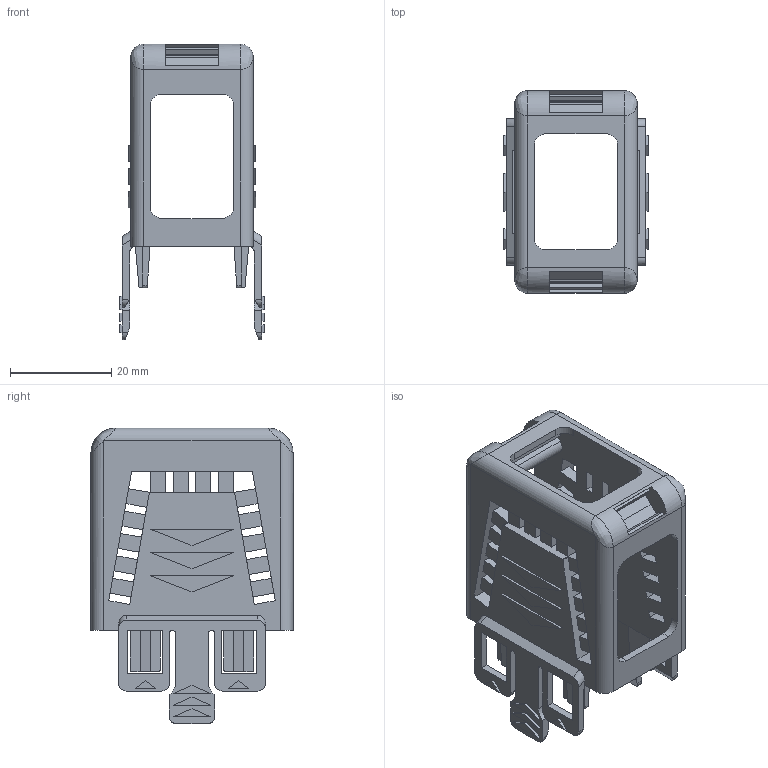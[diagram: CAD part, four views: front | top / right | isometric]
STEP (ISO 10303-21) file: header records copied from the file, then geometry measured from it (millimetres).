
FILE_DESCRIPTION(('CATIA V5R20 STEP214','CAx-IF Rec.Pracs.--- Model Styling and Organization---1.5--- 2016-08-15','CAx-IF Rec.Pracs.---Supplemental Geometry---1.0---2011-11-01','CAx-IF Rec.Pracs.--- Composite Materials ---1.1---2010-07-15'),'2;1');
FILE_NAME ('D1452821_1', '2025-02-20T11:00:55+00:00', ('Weidmueller Interface'), ('Weidmueller'), 'CATIA Version 5-6 Release 2022 SP4 HF5', 'CATIA V5 STEP AP214 v3', 'none');
FILE_SCHEMA(('AUTOMOTIVE_DESIGN { 1 0 10303 214 1 1 1 1 }'));
Length unit declared in the file: millimetre
Products named in the file (1): RSV_1_6_ZE_18
Bounding box: 28.6 x 40 x 58.5 mm (x, y, z)
Volume: 13645.6 mm3; surface area: 11979.5 mm2
Topology: 1 solids, 1 shells, 394 faces, 1210 edges, 802 vertices
Faces by surface type: plane 324, cylinder 66, bspline 4
Entity records: 14084 total; most frequent: CARTESIAN_POINT 3617, ORIENTED_EDGE 2420, DIRECTION 1747, EDGE_CURVE 1210, VECTOR 1070, LINE 1070, VERTEX_POINT 802, EDGE_LOOP 452
